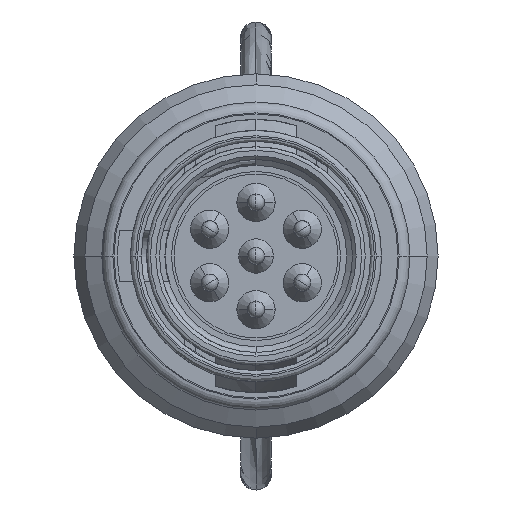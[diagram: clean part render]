
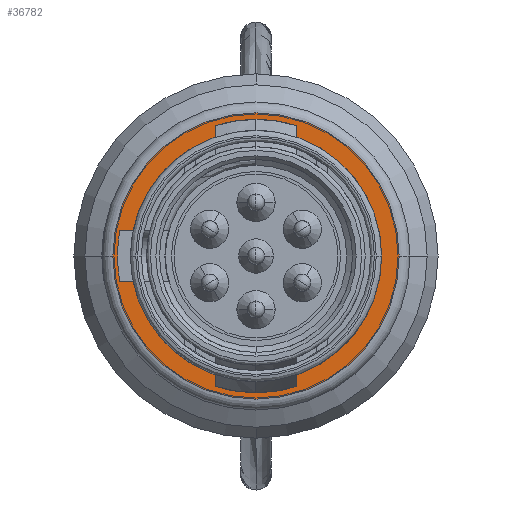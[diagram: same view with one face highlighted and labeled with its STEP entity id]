
A CAD part, left-side view. The second image highlights one B-rep face of the part: STEP entity #36782.
In plain terms, the highlighted face is planar.
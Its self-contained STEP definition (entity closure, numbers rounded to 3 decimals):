
#4109 = DIRECTION ( 'NONE',  ( 0., 0., -1. ) ) ;
#4161 = AXIS2_PLACEMENT_3D ( 'NONE', #34711, #4109, #9231 ) ;
#6972 = EDGE_CURVE ( 'NONE', #63110, #37838, #63639, .T. ) ;
#8968 = CARTESIAN_POINT ( 'NONE',  ( 0., 0., -12.93 ) ) ;
#9231 = DIRECTION ( 'NONE',  ( -1., 0., 0. ) ) ;
#9993 = CARTESIAN_POINT ( 'NONE',  ( 3.45, 0., -12.93 ) ) ;
#13639 = AXIS2_PLACEMENT_3D ( 'NONE', #8968, #44321, #49519 ) ;
#14524 = ORIENTED_EDGE ( 'NONE', *, *, #30629, .F. ) ;
#14792 = PLANE ( 'NONE',  #4161 ) ;
#15499 = FACE_BOUND ( 'NONE', #39011, .T. ) ;
#16697 = EDGE_CURVE ( 'NONE', #42923, #28740, #65983, .T. ) ;
#17751 = DIRECTION ( 'NONE',  ( 1., 0., 0. ) ) ;
#19840 = CARTESIAN_POINT ( 'NONE',  ( -3.45, 0., -12.93 ) ) ;
#24489 = DIRECTION ( 'NONE',  ( 0., 0., 1. ) ) ;
#26192 = EDGE_LOOP ( 'NONE', ( #14524, #29646 ) ) ;
#28740 = VERTEX_POINT ( 'NONE', #19840 ) ;
#29285 = DIRECTION ( 'NONE',  ( 0., 0., 1. ) ) ;
#29646 = ORIENTED_EDGE ( 'NONE', *, *, #6972, .F. ) ;
#30111 = CARTESIAN_POINT ( 'NONE',  ( 0., 0., -12.93 ) ) ;
#30629 = EDGE_CURVE ( 'NONE', #37838, #63110, #41058, .T. ) ;
#31100 = EDGE_CURVE ( 'NONE', #28740, #42923, #34687, .T. ) ;
#32077 = ORIENTED_EDGE ( 'NONE', *, *, #16697, .T. ) ;
#34416 = DIRECTION ( 'NONE',  ( 1., 0., 0. ) ) ;
#34687 = CIRCLE ( 'NONE', #62690, 3.45 ) ;
#34711 = CARTESIAN_POINT ( 'NONE',  ( 0., 0., -12.93 ) ) ;
#36782 = ADVANCED_FACE ( 'NONE', ( #15499, #61243 ), #14792, .T. ) ;
#37838 = VERTEX_POINT ( 'NONE', #65884 ) ;
#38308 = CARTESIAN_POINT ( 'NONE',  ( 0., 0., -12.93 ) ) ;
#39011 = EDGE_LOOP ( 'NONE', ( #32077, #59056 ) ) ;
#39779 = CARTESIAN_POINT ( 'NONE',  ( 0., 0., -12.93 ) ) ;
#41058 = CIRCLE ( 'NONE', #49376, 3.93 ) ;
#42923 = VERTEX_POINT ( 'NONE', #9993 ) ;
#44321 = DIRECTION ( 'NONE',  ( 0., 0., 1. ) ) ;
#44871 = AXIS2_PLACEMENT_3D ( 'NONE', #38308, #63005, #17751 ) ;
#49376 = AXIS2_PLACEMENT_3D ( 'NONE', #30111, #24489, #65799 ) ;
#49519 = DIRECTION ( 'NONE',  ( 1., 0., 0. ) ) ;
#58989 = CARTESIAN_POINT ( 'NONE',  ( -3.93, 0., -12.93 ) ) ;
#59056 = ORIENTED_EDGE ( 'NONE', *, *, #31100, .T. ) ;
#61243 = FACE_OUTER_BOUND ( 'NONE', #26192, .T. ) ;
#62690 = AXIS2_PLACEMENT_3D ( 'NONE', #39779, #29285, #34416 ) ;
#63005 = DIRECTION ( 'NONE',  ( 0., 0., 1. ) ) ;
#63110 = VERTEX_POINT ( 'NONE', #58989 ) ;
#63639 = CIRCLE ( 'NONE', #44871, 3.93 ) ;
#65799 = DIRECTION ( 'NONE',  ( 1., 0., 0. ) ) ;
#65884 = CARTESIAN_POINT ( 'NONE',  ( 3.93, 0., -12.93 ) ) ;
#65983 = CIRCLE ( 'NONE', #13639, 3.45 ) ;
